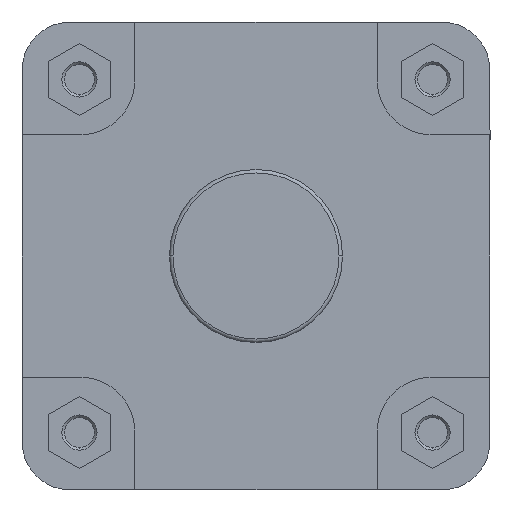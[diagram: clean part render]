
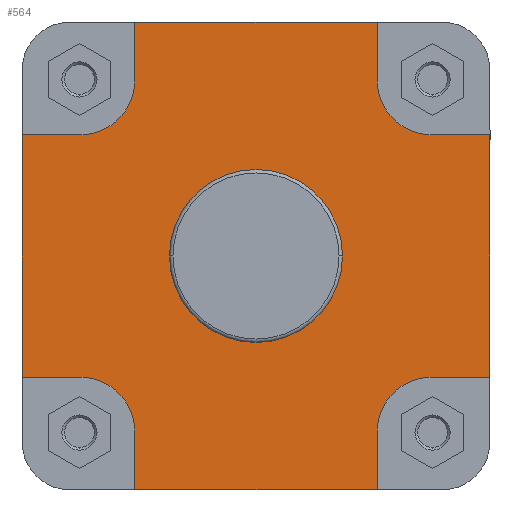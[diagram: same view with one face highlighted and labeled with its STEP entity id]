
A CAD part, left-side view. The second image highlights one B-rep face of the part: STEP entity #564.
In plain terms, the highlighted planar face has unit normal (-1, 0, 0).
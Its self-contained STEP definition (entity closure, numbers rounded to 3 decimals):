
#6 = EDGE_CURVE ( 'NONE', #6014, #6012, #7192, .T. ) ;
#11 = EDGE_CURVE ( 'NONE', #6021, #6020, #1473, .T. ) ;
#25 = EDGE_CURVE ( 'NONE', #6012, #6013, #1498, .T. ) ;
#32 = EDGE_CURVE ( 'NONE', #6027, #6026, #1507, .T. ) ;
#47 = EDGE_CURVE ( 'NONE', #6018, #6017, #1531, .T. ) ;
#54 = EDGE_CURVE ( 'NONE', #6024, #6023, #1544, .T. ) ;
#59 = EDGE_CURVE ( 'NONE', #5939, #5938, #1554, .T. ) ;
#85 = EDGE_CURVE ( 'NONE', #6023, #6022, #1589, .T. ) ;
#98 = EDGE_CURVE ( 'NONE', #6017, #6016, #1610, .T. ) ;
#108 = EDGE_CURVE ( 'NONE', #6013, #6027, #1623, .T. ) ;
#111 = EDGE_CURVE ( 'NONE', #6018, #6019, #1630, .T. ) ;
#138 = EDGE_CURVE ( 'NONE', #6022, #6021, #1664, .T. ) ;
#143 = EDGE_CURVE ( 'NONE', #6025, #6024, #1678, .T. ) ;
#186 = EDGE_CURVE ( 'NONE', #6014, #6015, #1747, .T. ) ;
#189 = EDGE_CURVE ( 'NONE', #6020, #6019, #1751, .T. ) ;
#192 = EDGE_CURVE ( 'NONE', #6026, #6025, #1756, .T. ) ;
#224 = EDGE_CURVE ( 'NONE', #6016, #6015, #1790, .T. ) ;
#229 = ORIENTED_EDGE ( 'NONE', *, *, #59, .F. ) ;
#234 = ORIENTED_EDGE ( 'NONE', *, *, #98, .F. ) ;
#236 = ORIENTED_EDGE ( 'NONE', *, *, #138, .F. ) ;
#246 = ORIENTED_EDGE ( 'NONE', *, *, #111, .T. ) ;
#247 = ORIENTED_EDGE ( 'NONE', *, *, #47, .F. ) ;
#248 = ORIENTED_EDGE ( 'NONE', *, *, #4980, .F. ) ;
#256 = ORIENTED_EDGE ( 'NONE', *, *, #11, .F. ) ;
#262 = ORIENTED_EDGE ( 'NONE', *, *, #224, .F. ) ;
#274 = ORIENTED_EDGE ( 'NONE', *, *, #25, .F. ) ;
#277 = ORIENTED_EDGE ( 'NONE', *, *, #186, .T. ) ;
#278 = ORIENTED_EDGE ( 'NONE', *, *, #6, .F. ) ;
#282 = ORIENTED_EDGE ( 'NONE', *, *, #189, .F. ) ;
#564 = ADVANCED_FACE ( 'NONE', ( #2053, #2056 ), #3089, .F. ) ;
#717 = ORIENTED_EDGE ( 'NONE', *, *, #85, .F. ) ;
#718 = ORIENTED_EDGE ( 'NONE', *, *, #54, .F. ) ;
#719 = ORIENTED_EDGE ( 'NONE', *, *, #143, .F. ) ;
#720 = ORIENTED_EDGE ( 'NONE', *, *, #192, .F. ) ;
#721 = ORIENTED_EDGE ( 'NONE', *, *, #32, .F. ) ;
#722 = ORIENTED_EDGE ( 'NONE', *, *, #108, .F. ) ;
#1349 = EDGE_LOOP ( 'NONE', ( #274, #278, #277, #262, #234, #247, #246, #282, #256, #236, #717, #718, #719, #720, #721, #722 ) ) ;
#1463 = VECTOR ( 'NONE', #6105, 1000. ) ;
#1473 = CIRCLE ( 'NONE', #5092, 31. ) ;
#1498 = CIRCLE ( 'NONE', #5096, 31. ) ;
#1505 = VECTOR ( 'NONE', #6166, 1000. ) ;
#1507 = LINE ( 'NONE', #6159, #1505 ) ;
#1528 = VECTOR ( 'NONE', #6203, 1000. ) ;
#1531 = LINE ( 'NONE', #6197, #1528 ) ;
#1544 = LINE ( 'NONE', #6218, #1545 ) ;
#1545 = VECTOR ( 'NONE', #6219, 1000. ) ;
#1554 = CIRCLE ( 'NONE', #5108, 49.9 ) ;
#1589 = LINE ( 'NONE', #6297, #1590 ) ;
#1590 = VECTOR ( 'NONE', #6298, 1000. ) ;
#1610 = CIRCLE ( 'NONE', #5129, 31. ) ;
#1623 = LINE ( 'NONE', #6327, #1625 ) ;
#1625 = VECTOR ( 'NONE', #6353, 1000. ) ;
#1628 = VECTOR ( 'NONE', #6360, 1000. ) ;
#1630 = LINE ( 'NONE', #6354, #1628 ) ;
#1657 = VECTOR ( 'NONE', #6430, 1000. ) ;
#1664 = LINE ( 'NONE', #6429, #1657 ) ;
#1678 = CIRCLE ( 'NONE', #5150, 31. ) ;
#1747 = LINE ( 'NONE', #6547, #1748 ) ;
#1748 = VECTOR ( 'NONE', #6548, 1000. ) ;
#1749 = VECTOR ( 'NONE', #6556, 1000. ) ;
#1751 = LINE ( 'NONE', #6549, #1749 ) ;
#1756 = LINE ( 'NONE', #6562, #1757 ) ;
#1757 = VECTOR ( 'NONE', #6563, 1000. ) ;
#1790 = LINE ( 'NONE', #6638, #1805 ) ;
#1805 = VECTOR ( 'NONE', #6642, 1000. ) ;
#2053 = FACE_BOUND ( 'NONE', #5655, .T. ) ;
#2056 = FACE_OUTER_BOUND ( 'NONE', #1349, .T. ) ;
#2731 = CIRCLE ( 'NONE', #5524, 49.9 ) ;
#3088 = CARTESIAN_POINT ( 'NONE',  ( 14., 49.9, 0. ) ) ;
#3089 = PLANE ( 'NONE',  #5292 ) ;
#3090 = DIRECTION ( 'NONE',  ( 1., 0., 0. ) ) ;
#3091 = DIRECTION ( 'NONE',  ( 0., 1., 0. ) ) ;
#4043 = CARTESIAN_POINT ( 'NONE',  ( 14., 0., 0. ) ) ;
#4069 = DIRECTION ( 'NONE',  ( -1., 0., 0. ) ) ;
#4070 = DIRECTION ( 'NONE',  ( 0., -1., 0. ) ) ;
#4511 = CARTESIAN_POINT ( 'NONE',  ( 14., -49.9, 0. ) ) ;
#4512 = CARTESIAN_POINT ( 'NONE',  ( 14., 49.9, 0. ) ) ;
#4591 = CARTESIAN_POINT ( 'NONE',  ( 14., 70., -101. ) ) ;
#4592 = CARTESIAN_POINT ( 'NONE',  ( 14., 101., -70. ) ) ;
#4593 = CARTESIAN_POINT ( 'NONE',  ( 14., 70., -135. ) ) ;
#4594 = CARTESIAN_POINT ( 'NONE',  ( 14., -70., -135. ) ) ;
#4595 = CARTESIAN_POINT ( 'NONE',  ( 14., -70., -101. ) ) ;
#4596 = CARTESIAN_POINT ( 'NONE',  ( 14., -101., -70. ) ) ;
#4597 = CARTESIAN_POINT ( 'NONE',  ( 14., -135., -70. ) ) ;
#4598 = CARTESIAN_POINT ( 'NONE',  ( 14., -135., 70. ) ) ;
#4599 = CARTESIAN_POINT ( 'NONE',  ( 14., -101., 70. ) ) ;
#4600 = CARTESIAN_POINT ( 'NONE',  ( 14., -70., 101. ) ) ;
#4601 = CARTESIAN_POINT ( 'NONE',  ( 14., -70., 135. ) ) ;
#4602 = CARTESIAN_POINT ( 'NONE',  ( 14., 70., 135. ) ) ;
#4603 = CARTESIAN_POINT ( 'NONE',  ( 14., 70., 101. ) ) ;
#4604 = CARTESIAN_POINT ( 'NONE',  ( 14., 101., 70. ) ) ;
#4605 = CARTESIAN_POINT ( 'NONE',  ( 14., 135., 70. ) ) ;
#4606 = CARTESIAN_POINT ( 'NONE',  ( 14., 135., -70. ) ) ;
#4980 = EDGE_CURVE ( 'NONE', #5938, #5939, #2731, .T. ) ;
#5092 = AXIS2_PLACEMENT_3D ( 'NONE', #6115, #6116, #6117 ) ;
#5096 = AXIS2_PLACEMENT_3D ( 'NONE', #6147, #6149, #6150 ) ;
#5108 = AXIS2_PLACEMENT_3D ( 'NONE', #6226, #6229, #6230 ) ;
#5129 = AXIS2_PLACEMENT_3D ( 'NONE', #6329, #6330, #6331 ) ;
#5150 = AXIS2_PLACEMENT_3D ( 'NONE', #6431, #6442, #6443 ) ;
#5292 = AXIS2_PLACEMENT_3D ( 'NONE', #3088, #3090, #3091 ) ;
#5524 = AXIS2_PLACEMENT_3D ( 'NONE', #4043, #4069, #4070 ) ;
#5655 = EDGE_LOOP ( 'NONE', ( #248, #229 ) ) ;
#5938 = VERTEX_POINT ( 'NONE', #4511 ) ;
#5939 = VERTEX_POINT ( 'NONE', #4512 ) ;
#6012 = VERTEX_POINT ( 'NONE', #4591 ) ;
#6013 = VERTEX_POINT ( 'NONE', #4592 ) ;
#6014 = VERTEX_POINT ( 'NONE', #4593 ) ;
#6015 = VERTEX_POINT ( 'NONE', #4594 ) ;
#6016 = VERTEX_POINT ( 'NONE', #4595 ) ;
#6017 = VERTEX_POINT ( 'NONE', #4596 ) ;
#6018 = VERTEX_POINT ( 'NONE', #4597 ) ;
#6019 = VERTEX_POINT ( 'NONE', #4598 ) ;
#6020 = VERTEX_POINT ( 'NONE', #4599 ) ;
#6021 = VERTEX_POINT ( 'NONE', #4600 ) ;
#6022 = VERTEX_POINT ( 'NONE', #4601 ) ;
#6023 = VERTEX_POINT ( 'NONE', #4602 ) ;
#6024 = VERTEX_POINT ( 'NONE', #4603 ) ;
#6025 = VERTEX_POINT ( 'NONE', #4604 ) ;
#6026 = VERTEX_POINT ( 'NONE', #4605 ) ;
#6027 = VERTEX_POINT ( 'NONE', #4606 ) ;
#6102 = CARTESIAN_POINT ( 'NONE',  ( 14., 70., -135. ) ) ;
#6105 = DIRECTION ( 'NONE',  ( 0., 0., 1. ) ) ;
#6115 = CARTESIAN_POINT ( 'NONE',  ( 14., -101., 101. ) ) ;
#6116 = DIRECTION ( 'NONE',  ( -1., 0., 0. ) ) ;
#6117 = DIRECTION ( 'NONE',  ( 0., -1., 0. ) ) ;
#6147 = CARTESIAN_POINT ( 'NONE',  ( 14., 101., -101. ) ) ;
#6149 = DIRECTION ( 'NONE',  ( -1., 0., 0. ) ) ;
#6150 = DIRECTION ( 'NONE',  ( 0., 1., 0. ) ) ;
#6159 = CARTESIAN_POINT ( 'NONE',  ( 14., 135., 0. ) ) ;
#6166 = DIRECTION ( 'NONE',  ( 0., 0., 1. ) ) ;
#6197 = CARTESIAN_POINT ( 'NONE',  ( 14., -135., -70. ) ) ;
#6203 = DIRECTION ( 'NONE',  ( 0., 1., 0. ) ) ;
#6218 = CARTESIAN_POINT ( 'NONE',  ( 14., 70., 101. ) ) ;
#6219 = DIRECTION ( 'NONE',  ( 0., 0., 1. ) ) ;
#6226 = CARTESIAN_POINT ( 'NONE',  ( 14., 0., 0. ) ) ;
#6229 = DIRECTION ( 'NONE',  ( -1., 0., 0. ) ) ;
#6230 = DIRECTION ( 'NONE',  ( 0., -1., 0. ) ) ;
#6297 = CARTESIAN_POINT ( 'NONE',  ( 14., -297.141, 135. ) ) ;
#6298 = DIRECTION ( 'NONE',  ( 0., -1., 0. ) ) ;
#6327 = CARTESIAN_POINT ( 'NONE',  ( 14., 101., -70. ) ) ;
#6329 = CARTESIAN_POINT ( 'NONE',  ( 14., -101., -101. ) ) ;
#6330 = DIRECTION ( 'NONE',  ( -1., 0., 0. ) ) ;
#6331 = DIRECTION ( 'NONE',  ( 0., 0., -1. ) ) ;
#6353 = DIRECTION ( 'NONE',  ( 0., 1., 0. ) ) ;
#6354 = CARTESIAN_POINT ( 'NONE',  ( 14., -135., 0. ) ) ;
#6360 = DIRECTION ( 'NONE',  ( 0., 0., 1. ) ) ;
#6429 = CARTESIAN_POINT ( 'NONE',  ( 14., -70., 135. ) ) ;
#6430 = DIRECTION ( 'NONE',  ( 0., 0., -1. ) ) ;
#6431 = CARTESIAN_POINT ( 'NONE',  ( 14., 101., 101. ) ) ;
#6442 = DIRECTION ( 'NONE',  ( -1., 0., 0. ) ) ;
#6443 = DIRECTION ( 'NONE',  ( 0., 0., 1. ) ) ;
#6547 = CARTESIAN_POINT ( 'NONE',  ( 14., -297.141, -135. ) ) ;
#6548 = DIRECTION ( 'NONE',  ( 0., -1., 0. ) ) ;
#6549 = CARTESIAN_POINT ( 'NONE',  ( 14., -101., 70. ) ) ;
#6556 = DIRECTION ( 'NONE',  ( 0., -1., 0. ) ) ;
#6562 = CARTESIAN_POINT ( 'NONE',  ( 14., 135., 70. ) ) ;
#6563 = DIRECTION ( 'NONE',  ( 0., -1., 0. ) ) ;
#6638 = CARTESIAN_POINT ( 'NONE',  ( 14., -70., -101. ) ) ;
#6642 = DIRECTION ( 'NONE',  ( 0., 0., -1. ) ) ;
#7192 = LINE ( 'NONE', #6102, #1463 ) ;
